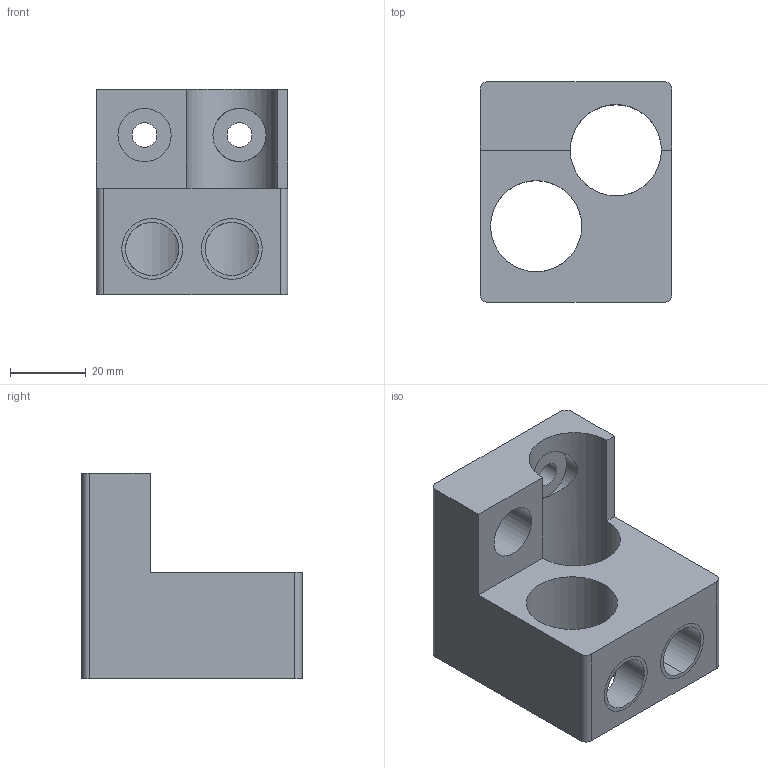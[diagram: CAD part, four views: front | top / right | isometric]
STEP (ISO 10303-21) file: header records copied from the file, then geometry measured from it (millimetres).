
FILE_DESCRIPTION((''),'2;1');
FILE_NAME('MC24','2021-09-07T08:36:11',('zhxmin'),(''),'CREO PARAMETRIC BY PTC INC, 2018020','CREO PARAMETRIC BY PTC INC, 2018020','');
FILE_SCHEMA(('CONFIG_CONTROL_DESIGN','SHAPE_APPEARANCE_LAYERS_GROUPS'));
Length unit declared in the file: millimetre
Products named in the file (1): MC24
Bounding box: 50.5 x 58 x 54 mm (x, y, z)
Volume: 66139.3 mm3; surface area: 21785.9 mm2
Topology: 1 solids, 3 shells, 416 faces, 1187 edges, 792 vertices
Faces by surface type: plane 388, cylinder 24, cone 4
Entity records: 13922 total; most frequent: CARTESIAN_POINT 2665, ORIENTED_EDGE 2366, DIRECTION 2063, EDGE_CURVE 1187, VECTOR 1125, LINE 1125, VERTEX_POINT 792, AXIS2_PLACEMENT_3D 469
